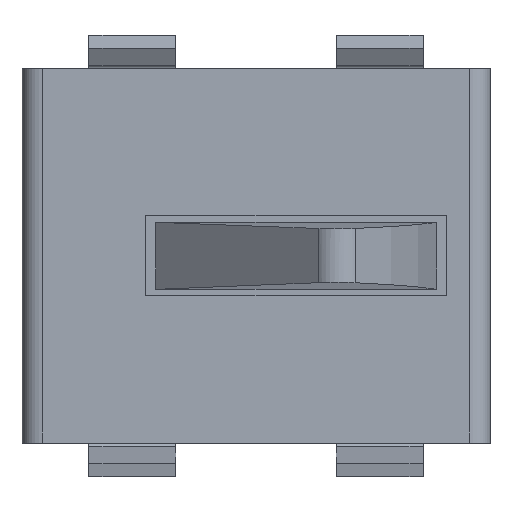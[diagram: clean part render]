
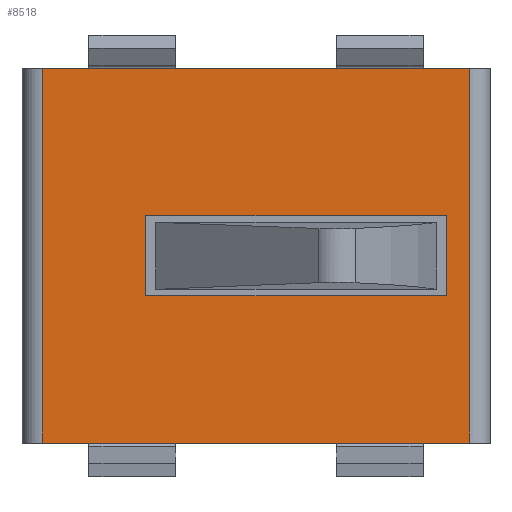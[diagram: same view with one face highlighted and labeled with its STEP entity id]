
A CAD part, top view. The second image highlights one B-rep face of the part: STEP entity #8518.
In plain terms, the highlighted planar face has unit normal (0, 0, 1).
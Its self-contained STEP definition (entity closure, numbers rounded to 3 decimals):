
#4543 = PLANE('',#4544);
#4544 = AXIS2_PLACEMENT_3D('',#4545,#4546,#4547);
#4545 = CARTESIAN_POINT('',(0.,-1.4,1.5));
#4546 = DIRECTION('',(0.,-1.,0.));
#4547 = DIRECTION('',(0.,0.,1.));
#6093 = PLANE('',#6094);
#6094 = AXIS2_PLACEMENT_3D('',#6095,#6096,#6097);
#6095 = CARTESIAN_POINT('',(0.,1.4,1.4));
#6096 = DIRECTION('',(0.,1.,0.));
#6097 = DIRECTION('',(0.,0.,-1.));
#6202 = PLANE('',#6203);
#6203 = AXIS2_PLACEMENT_3D('',#6204,#6205,#6206);
#6204 = CARTESIAN_POINT('',(1.425,-0.3,1.5));
#6205 = DIRECTION('',(1.,0.,0.));
#6206 = DIRECTION('',(0.,0.,1.));
#6230 = PLANE('',#6231);
#6231 = AXIS2_PLACEMENT_3D('',#6232,#6233,#6234);
#6232 = CARTESIAN_POINT('',(1.425,0.3,1.5));
#6233 = DIRECTION('',(0.,1.,0.));
#6234 = DIRECTION('',(0.,0.,-1.));
#6258 = PLANE('',#6259);
#6259 = AXIS2_PLACEMENT_3D('',#6260,#6261,#6262);
#6260 = CARTESIAN_POINT('',(-0.825,0.3,1.5));
#6261 = DIRECTION('',(-1.,0.,0.));
#6262 = DIRECTION('',(0.,0.,-1.));
#6284 = PLANE('',#6285);
#6285 = AXIS2_PLACEMENT_3D('',#6286,#6287,#6288);
#6286 = CARTESIAN_POINT('',(-0.825,-0.3,1.5));
#6287 = DIRECTION('',(0.,-1.,0.));
#6288 = DIRECTION('',(0.,0.,1.));
#7127 = VERTEX_POINT('',#7128);
#7128 = CARTESIAN_POINT('',(1.6,-1.4,1.5));
#7149 = CYLINDRICAL_SURFACE('',#7150,0.15);
#7150 = AXIS2_PLACEMENT_3D('',#7151,#7152,#7153);
#7151 = CARTESIAN_POINT('',(1.6,0.7,1.35));
#7152 = DIRECTION('',(0.,1.,0.));
#7153 = DIRECTION('',(0.707,0.,0.707)
  );
#7161 = EDGE_CURVE('',#7162,#7127,#7164,.T.);
#7162 = VERTEX_POINT('',#7163);
#7163 = CARTESIAN_POINT('',(-1.6,-1.4,1.5));
#7164 = SURFACE_CURVE('',#7165,(#7169,#7176),.PCURVE_S1.);
#7165 = LINE('',#7166,#7167);
#7166 = CARTESIAN_POINT('',(-1.6,-1.4,1.5));
#7167 = VECTOR('',#7168,1.);
#7168 = DIRECTION('',(1.,0.,0.));
#7169 = PCURVE('',#4543,#7170);
#7170 = DEFINITIONAL_REPRESENTATION('',(#7171),#7175);
#7171 = LINE('',#7172,#7173);
#7172 = CARTESIAN_POINT('',(0.,1.6));
#7173 = VECTOR('',#7174,1.);
#7174 = DIRECTION('',(0.,-1.));
#7175 = ( GEOMETRIC_REPRESENTATION_CONTEXT(2) 
PARAMETRIC_REPRESENTATION_CONTEXT() REPRESENTATION_CONTEXT('2D SPACE',''
  ) );
#7176 = PCURVE('',#7177,#7182);
#7177 = PLANE('',#7178);
#7178 = AXIS2_PLACEMENT_3D('',#7179,#7180,#7181);
#7179 = CARTESIAN_POINT('',(0.,1.4,1.5));
#7180 = DIRECTION('',(0.,0.,1.));
#7181 = DIRECTION('',(-1.,0.,0.));
#7182 = DEFINITIONAL_REPRESENTATION('',(#7183),#7187);
#7183 = LINE('',#7184,#7185);
#7184 = CARTESIAN_POINT('',(1.6,2.8));
#7185 = VECTOR('',#7186,1.);
#7186 = DIRECTION('',(-1.,0.));
#7187 = ( GEOMETRIC_REPRESENTATION_CONTEXT(2) 
PARAMETRIC_REPRESENTATION_CONTEXT() REPRESENTATION_CONTEXT('2D SPACE',''
  ) );
#7210 = CYLINDRICAL_SURFACE('',#7211,0.15);
#7211 = AXIS2_PLACEMENT_3D('',#7212,#7213,#7214);
#7212 = CARTESIAN_POINT('',(-1.6,0.7,1.35));
#7213 = DIRECTION('',(0.,-1.,0.));
#7214 = DIRECTION('',(-0.707,0.,0.707)
  );
#7706 = VERTEX_POINT('',#7707);
#7707 = CARTESIAN_POINT('',(-0.825,-0.3,1.5));
#7728 = EDGE_CURVE('',#7729,#7706,#7731,.T.);
#7729 = VERTEX_POINT('',#7730);
#7730 = CARTESIAN_POINT('',(1.425,-0.3,1.5));
#7731 = SURFACE_CURVE('',#7732,(#7736,#7743),.PCURVE_S1.);
#7732 = LINE('',#7733,#7734);
#7733 = CARTESIAN_POINT('',(1.425,-0.3,1.5));
#7734 = VECTOR('',#7735,1.);
#7735 = DIRECTION('',(-1.,0.,0.));
#7736 = PCURVE('',#6284,#7737);
#7737 = DEFINITIONAL_REPRESENTATION('',(#7738),#7742);
#7738 = LINE('',#7739,#7740);
#7739 = CARTESIAN_POINT('',(0.,-2.25));
#7740 = VECTOR('',#7741,1.);
#7741 = DIRECTION('',(0.,1.));
#7742 = ( GEOMETRIC_REPRESENTATION_CONTEXT(2) 
PARAMETRIC_REPRESENTATION_CONTEXT() REPRESENTATION_CONTEXT('2D SPACE',''
  ) );
#7743 = PCURVE('',#7177,#7744);
#7744 = DEFINITIONAL_REPRESENTATION('',(#7745),#7749);
#7745 = LINE('',#7746,#7747);
#7746 = CARTESIAN_POINT('',(-1.425,1.7));
#7747 = VECTOR('',#7748,1.);
#7748 = DIRECTION('',(1.,0.));
#7749 = ( GEOMETRIC_REPRESENTATION_CONTEXT(2) 
PARAMETRIC_REPRESENTATION_CONTEXT() REPRESENTATION_CONTEXT('2D SPACE',''
  ) );
#7777 = VERTEX_POINT('',#7778);
#7778 = CARTESIAN_POINT('',(-0.825,0.3,1.5));
#7799 = EDGE_CURVE('',#7706,#7777,#7800,.T.);
#7800 = SURFACE_CURVE('',#7801,(#7805,#7812),.PCURVE_S1.);
#7801 = LINE('',#7802,#7803);
#7802 = CARTESIAN_POINT('',(-0.825,-0.3,1.5));
#7803 = VECTOR('',#7804,1.);
#7804 = DIRECTION('',(0.,1.,0.));
#7805 = PCURVE('',#6258,#7806);
#7806 = DEFINITIONAL_REPRESENTATION('',(#7807),#7811);
#7807 = LINE('',#7808,#7809);
#7808 = CARTESIAN_POINT('',(0.,0.6));
#7809 = VECTOR('',#7810,1.);
#7810 = DIRECTION('',(0.,-1.));
#7811 = ( GEOMETRIC_REPRESENTATION_CONTEXT(2) 
PARAMETRIC_REPRESENTATION_CONTEXT() REPRESENTATION_CONTEXT('2D SPACE',''
  ) );
#7812 = PCURVE('',#7177,#7813);
#7813 = DEFINITIONAL_REPRESENTATION('',(#7814),#7818);
#7814 = LINE('',#7815,#7816);
#7815 = CARTESIAN_POINT('',(0.825,1.7));
#7816 = VECTOR('',#7817,1.);
#7817 = DIRECTION('',(0.,-1.));
#7818 = ( GEOMETRIC_REPRESENTATION_CONTEXT(2) 
PARAMETRIC_REPRESENTATION_CONTEXT() REPRESENTATION_CONTEXT('2D SPACE',''
  ) );
#7826 = VERTEX_POINT('',#7827);
#7827 = CARTESIAN_POINT('',(1.425,0.3,1.5));
#7848 = EDGE_CURVE('',#7777,#7826,#7849,.T.);
#7849 = SURFACE_CURVE('',#7850,(#7854,#7861),.PCURVE_S1.);
#7850 = LINE('',#7851,#7852);
#7851 = CARTESIAN_POINT('',(-0.825,0.3,1.5));
#7852 = VECTOR('',#7853,1.);
#7853 = DIRECTION('',(1.,0.,0.));
#7854 = PCURVE('',#6230,#7855);
#7855 = DEFINITIONAL_REPRESENTATION('',(#7856),#7860);
#7856 = LINE('',#7857,#7858);
#7857 = CARTESIAN_POINT('',(0.,2.25));
#7858 = VECTOR('',#7859,1.);
#7859 = DIRECTION('',(0.,-1.));
#7860 = ( GEOMETRIC_REPRESENTATION_CONTEXT(2) 
PARAMETRIC_REPRESENTATION_CONTEXT() REPRESENTATION_CONTEXT('2D SPACE',''
  ) );
#7861 = PCURVE('',#7177,#7862);
#7862 = DEFINITIONAL_REPRESENTATION('',(#7863),#7867);
#7863 = LINE('',#7864,#7865);
#7864 = CARTESIAN_POINT('',(0.825,1.1));
#7865 = VECTOR('',#7866,1.);
#7866 = DIRECTION('',(-1.,0.));
#7867 = ( GEOMETRIC_REPRESENTATION_CONTEXT(2) 
PARAMETRIC_REPRESENTATION_CONTEXT() REPRESENTATION_CONTEXT('2D SPACE',''
  ) );
#7875 = EDGE_CURVE('',#7826,#7729,#7876,.T.);
#7876 = SURFACE_CURVE('',#7877,(#7881,#7888),.PCURVE_S1.);
#7877 = LINE('',#7878,#7879);
#7878 = CARTESIAN_POINT('',(1.425,0.3,1.5));
#7879 = VECTOR('',#7880,1.);
#7880 = DIRECTION('',(0.,-1.,0.));
#7881 = PCURVE('',#6202,#7882);
#7882 = DEFINITIONAL_REPRESENTATION('',(#7883),#7887);
#7883 = LINE('',#7884,#7885);
#7884 = CARTESIAN_POINT('',(0.,-0.6));
#7885 = VECTOR('',#7886,1.);
#7886 = DIRECTION('',(0.,1.));
#7887 = ( GEOMETRIC_REPRESENTATION_CONTEXT(2) 
PARAMETRIC_REPRESENTATION_CONTEXT() REPRESENTATION_CONTEXT('2D SPACE',''
  ) );
#7888 = PCURVE('',#7177,#7889);
#7889 = DEFINITIONAL_REPRESENTATION('',(#7890),#7894);
#7890 = LINE('',#7891,#7892);
#7891 = CARTESIAN_POINT('',(-1.425,1.1));
#7892 = VECTOR('',#7893,1.);
#7893 = DIRECTION('',(0.,1.));
#7894 = ( GEOMETRIC_REPRESENTATION_CONTEXT(2) 
PARAMETRIC_REPRESENTATION_CONTEXT() REPRESENTATION_CONTEXT('2D SPACE',''
  ) );
#8363 = EDGE_CURVE('',#7162,#8364,#8366,.T.);
#8364 = VERTEX_POINT('',#8365);
#8365 = CARTESIAN_POINT('',(-1.6,1.4,1.5));
#8366 = SURFACE_CURVE('',#8367,(#8371,#8378),.PCURVE_S1.);
#8367 = LINE('',#8368,#8369);
#8368 = CARTESIAN_POINT('',(-1.6,-1.4,1.5));
#8369 = VECTOR('',#8370,1.);
#8370 = DIRECTION('',(0.,1.,0.));
#8371 = PCURVE('',#7210,#8372);
#8372 = DEFINITIONAL_REPRESENTATION('',(#8373),#8377);
#8373 = LINE('',#8374,#8375);
#8374 = CARTESIAN_POINT('',(5.498,2.1));
#8375 = VECTOR('',#8376,1.);
#8376 = DIRECTION('',(0.,-1.));
#8377 = ( GEOMETRIC_REPRESENTATION_CONTEXT(2) 
PARAMETRIC_REPRESENTATION_CONTEXT() REPRESENTATION_CONTEXT('2D SPACE',''
  ) );
#8378 = PCURVE('',#7177,#8379);
#8379 = DEFINITIONAL_REPRESENTATION('',(#8380),#8384);
#8380 = LINE('',#8381,#8382);
#8381 = CARTESIAN_POINT('',(1.6,2.8));
#8382 = VECTOR('',#8383,1.);
#8383 = DIRECTION('',(0.,-1.));
#8384 = ( GEOMETRIC_REPRESENTATION_CONTEXT(2) 
PARAMETRIC_REPRESENTATION_CONTEXT() REPRESENTATION_CONTEXT('2D SPACE',''
  ) );
#8417 = VERTEX_POINT('',#8418);
#8418 = CARTESIAN_POINT('',(1.6,1.4,1.5));
#8498 = EDGE_CURVE('',#8417,#8364,#8499,.T.);
#8499 = SURFACE_CURVE('',#8500,(#8504,#8511),.PCURVE_S1.);
#8500 = LINE('',#8501,#8502);
#8501 = CARTESIAN_POINT('',(1.6,1.4,1.5));
#8502 = VECTOR('',#8503,1.);
#8503 = DIRECTION('',(-1.,0.,0.));
#8504 = PCURVE('',#6093,#8505);
#8505 = DEFINITIONAL_REPRESENTATION('',(#8506),#8510);
#8506 = LINE('',#8507,#8508);
#8507 = CARTESIAN_POINT('',(-0.1,-1.6));
#8508 = VECTOR('',#8509,1.);
#8509 = DIRECTION('',(0.,1.));
#8510 = ( GEOMETRIC_REPRESENTATION_CONTEXT(2) 
PARAMETRIC_REPRESENTATION_CONTEXT() REPRESENTATION_CONTEXT('2D SPACE',''
  ) );
#8511 = PCURVE('',#7177,#8512);
#8512 = DEFINITIONAL_REPRESENTATION('',(#8513),#8517);
#8513 = LINE('',#8514,#8515);
#8514 = CARTESIAN_POINT('',(-1.6,0.));
#8515 = VECTOR('',#8516,1.);
#8516 = DIRECTION('',(1.,0.));
#8517 = ( GEOMETRIC_REPRESENTATION_CONTEXT(2) 
PARAMETRIC_REPRESENTATION_CONTEXT() REPRESENTATION_CONTEXT('2D SPACE',''
  ) );
#8518 = ADVANCED_FACE('',(#8519,#8545),#7177,.T.);
#8519 = FACE_BOUND('',#8520,.T.);
#8520 = EDGE_LOOP('',(#8521,#8542,#8543,#8544));
#8521 = ORIENTED_EDGE('',*,*,#8522,.F.);
#8522 = EDGE_CURVE('',#8417,#7127,#8523,.T.);
#8523 = SURFACE_CURVE('',#8524,(#8528,#8535),.PCURVE_S1.);
#8524 = LINE('',#8525,#8526);
#8525 = CARTESIAN_POINT('',(1.6,1.4,1.5));
#8526 = VECTOR('',#8527,1.);
#8527 = DIRECTION('',(0.,-1.,0.));
#8528 = PCURVE('',#7177,#8529);
#8529 = DEFINITIONAL_REPRESENTATION('',(#8530),#8534);
#8530 = LINE('',#8531,#8532);
#8531 = CARTESIAN_POINT('',(-1.6,0.));
#8532 = VECTOR('',#8533,1.);
#8533 = DIRECTION('',(0.,1.));
#8534 = ( GEOMETRIC_REPRESENTATION_CONTEXT(2) 
PARAMETRIC_REPRESENTATION_CONTEXT() REPRESENTATION_CONTEXT('2D SPACE',''
  ) );
#8535 = PCURVE('',#7149,#8536);
#8536 = DEFINITIONAL_REPRESENTATION('',(#8537),#8541);
#8537 = LINE('',#8538,#8539);
#8538 = CARTESIAN_POINT('',(5.498,0.7));
#8539 = VECTOR('',#8540,1.);
#8540 = DIRECTION('',(0.,-1.));
#8541 = ( GEOMETRIC_REPRESENTATION_CONTEXT(2) 
PARAMETRIC_REPRESENTATION_CONTEXT() REPRESENTATION_CONTEXT('2D SPACE',''
  ) );
#8542 = ORIENTED_EDGE('',*,*,#8498,.T.);
#8543 = ORIENTED_EDGE('',*,*,#8363,.F.);
#8544 = ORIENTED_EDGE('',*,*,#7161,.T.);
#8545 = FACE_BOUND('',#8546,.T.);
#8546 = EDGE_LOOP('',(#8547,#8548,#8549,#8550));
#8547 = ORIENTED_EDGE('',*,*,#7799,.T.);
#8548 = ORIENTED_EDGE('',*,*,#7848,.T.);
#8549 = ORIENTED_EDGE('',*,*,#7875,.T.);
#8550 = ORIENTED_EDGE('',*,*,#7728,.T.);
